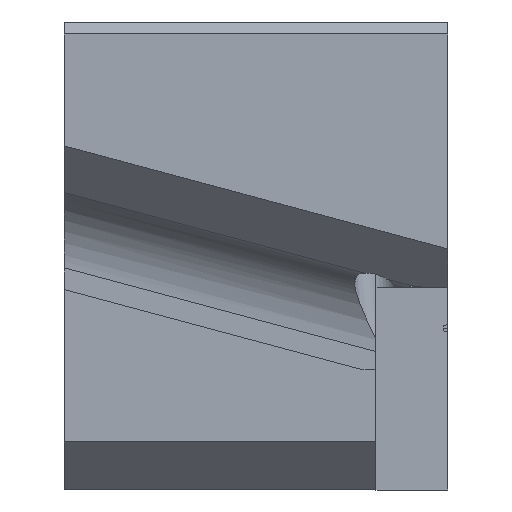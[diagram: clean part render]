
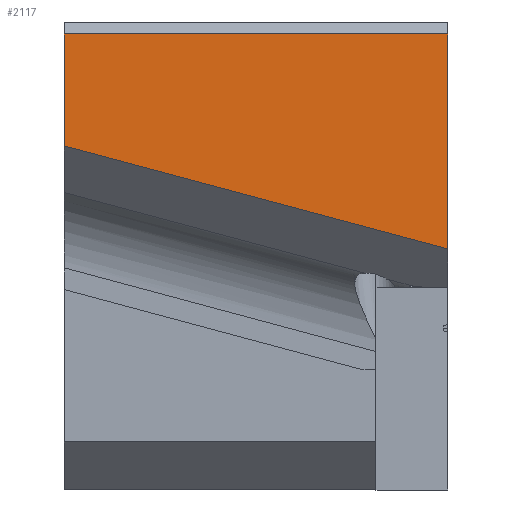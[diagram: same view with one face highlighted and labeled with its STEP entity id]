
A CAD part, left-side view. The second image highlights one B-rep face of the part: STEP entity #2117.
In plain terms, the highlighted planar face has unit normal (-1, 0, 0).
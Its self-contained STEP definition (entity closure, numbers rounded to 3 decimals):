
#70 = DIRECTION ( 'NONE',  ( 0., 1., 0. ) ) ;
#76 = DIRECTION ( 'NONE',  ( 0., -0.966, -0.259 ) ) ;
#86 = CARTESIAN_POINT ( 'NONE',  ( -140., 0., -0.5 ) ) ;
#115 = EDGE_LOOP ( 'NONE', ( #1671, #199, #1265, #1725 ) ) ;
#199 = ORIENTED_EDGE ( 'NONE', *, *, #2414, .T. ) ;
#328 = DIRECTION ( 'NONE',  ( 0., 0., 1. ) ) ;
#350 = CARTESIAN_POINT ( 'NONE',  ( -140., 0., 0. ) ) ;
#369 = CARTESIAN_POINT ( 'NONE',  ( -140., 0., -9.451 ) ) ;
#516 = AXIS2_PLACEMENT_3D ( 'NONE', #1033, #953, #949 ) ;
#547 = VECTOR ( 'NONE', #328, 1000. ) ;
#551 = VERTEX_POINT ( 'NONE', #369 ) ;
#553 = EDGE_CURVE ( 'NONE', #551, #765, #1060, .T. ) ;
#605 = LINE ( 'NONE', #2409, #1527 ) ;
#736 = CARTESIAN_POINT ( 'NONE',  ( -140., 2.363, -8.818 ) ) ;
#765 = VERTEX_POINT ( 'NONE', #86 ) ;
#934 = VECTOR ( 'NONE', #2014, 1000. ) ;
#949 = DIRECTION ( 'NONE',  ( 0., 0., -1. ) ) ;
#953 = DIRECTION ( 'NONE',  ( 1., 0., 0. ) ) ;
#954 = PLANE ( 'NONE',  #516 ) ;
#974 = CARTESIAN_POINT ( 'NONE',  ( -140., 16., -5.164 ) ) ;
#1033 = CARTESIAN_POINT ( 'NONE',  ( -140., 0., 0. ) ) ;
#1060 = LINE ( 'NONE', #350, #547 ) ;
#1164 = CARTESIAN_POINT ( 'NONE',  ( -140., 16., -0.5 ) ) ;
#1265 = ORIENTED_EDGE ( 'NONE', *, *, #2432, .T. ) ;
#1527 = VECTOR ( 'NONE', #70, 1000. ) ;
#1597 = VERTEX_POINT ( 'NONE', #1164 ) ;
#1671 = ORIENTED_EDGE ( 'NONE', *, *, #553, .T. ) ;
#1725 = ORIENTED_EDGE ( 'NONE', *, *, #2441, .T. ) ;
#1818 = CARTESIAN_POINT ( 'NONE',  ( -140., 16., 0. ) ) ;
#2014 = DIRECTION ( 'NONE',  ( 0., 0., -1. ) ) ;
#2017 = LINE ( 'NONE', #736, #2360 ) ;
#2112 = VERTEX_POINT ( 'NONE', #974 ) ;
#2117 = ADVANCED_FACE ( 'NONE', ( #2288 ), #954, .F. ) ;
#2288 = FACE_OUTER_BOUND ( 'NONE', #115, .T. ) ;
#2360 = VECTOR ( 'NONE', #76, 1000. ) ;
#2409 = CARTESIAN_POINT ( 'NONE',  ( -140., 0., -0.5 ) ) ;
#2414 = EDGE_CURVE ( 'NONE', #765, #1597, #605, .T. ) ;
#2430 = LINE ( 'NONE', #1818, #934 ) ;
#2432 = EDGE_CURVE ( 'NONE', #1597, #2112, #2430, .T. ) ;
#2441 = EDGE_CURVE ( 'NONE', #2112, #551, #2017, .T. ) ;
